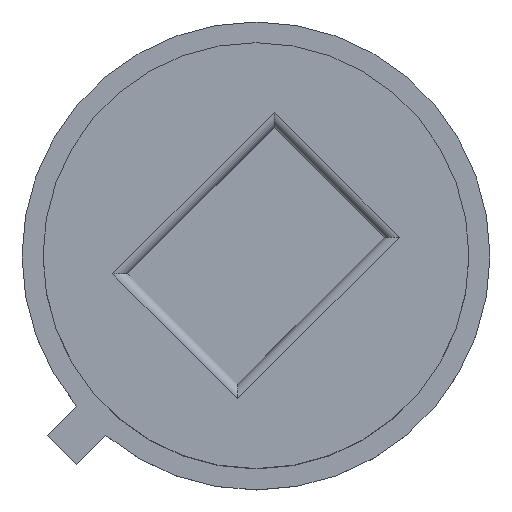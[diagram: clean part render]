
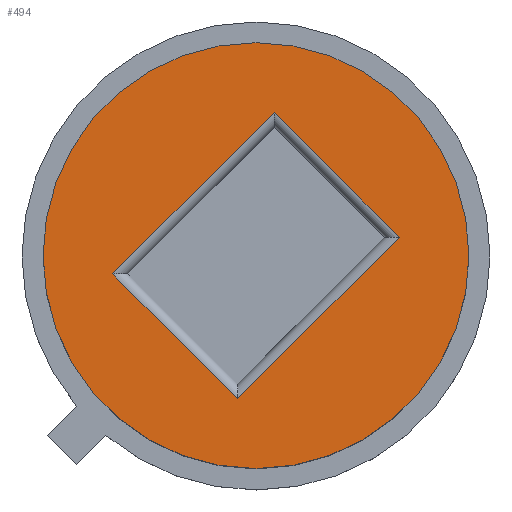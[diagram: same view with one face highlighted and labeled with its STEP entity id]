
A CAD part, top view. The second image highlights one B-rep face of the part: STEP entity #494.
In plain terms, the highlighted planar face has unit normal (0, 0, 1).
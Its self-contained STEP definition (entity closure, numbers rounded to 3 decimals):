
#6 = FACE_BOUND ( 'NONE', #815, .T. ) ;
#19 = ORIENTED_EDGE ( 'NONE', *, *, #245, .T. ) ;
#21 = DIRECTION ( 'NONE',  ( 1., 0., 0. ) ) ;
#33 = ORIENTED_EDGE ( 'NONE', *, *, #896, .T. ) ;
#41 = CIRCLE ( 'NONE', #639, 4.1 ) ;
#64 = VECTOR ( 'NONE', #638, 1000. ) ;
#89 = DIRECTION ( 'NONE',  ( 1., 0., 0. ) ) ;
#105 = DIRECTION ( 'NONE',  ( 0.707, 0.707, 0. ) ) ;
#117 = DIRECTION ( 'NONE',  ( 0., 0., 1. ) ) ;
#127 = CARTESIAN_POINT ( 'NONE',  ( 0.354, 2.758, 4. ) ) ;
#141 = CARTESIAN_POINT ( 'NONE',  ( -0.212, -2.616, 4. ) ) ;
#194 = CIRCLE ( 'NONE', #1010, 4.1 ) ;
#196 = CARTESIAN_POINT ( 'NONE',  ( -4.1, 0., 4. ) ) ;
#216 = VECTOR ( 'NONE', #105, 1000. ) ;
#219 = VERTEX_POINT ( 'NONE', #547 ) ;
#243 = VERTEX_POINT ( 'NONE', #319 ) ;
#245 = EDGE_CURVE ( 'NONE', #866, #243, #1037, .T. ) ;
#249 = AXIS2_PLACEMENT_3D ( 'NONE', #514, #343, #89 ) ;
#251 = LINE ( 'NONE', #348, #216 ) ;
#259 = FACE_OUTER_BOUND ( 'NONE', #613, .T. ) ;
#265 = ORIENTED_EDGE ( 'NONE', *, *, #423, .T. ) ;
#303 = CARTESIAN_POINT ( 'NONE',  ( 2.758, 0.354, 4. ) ) ;
#316 = CARTESIAN_POINT ( 'NONE',  ( 0., 0., 4. ) ) ;
#319 = CARTESIAN_POINT ( 'NONE',  ( -0.354, -2.758, 4. ) ) ;
#333 = ORIENTED_EDGE ( 'NONE', *, *, #510, .T. ) ;
#343 = DIRECTION ( 'NONE',  ( 0., 0., 1. ) ) ;
#348 = CARTESIAN_POINT ( 'NONE',  ( 0.212, 2.616, 4. ) ) ;
#392 = ORIENTED_EDGE ( 'NONE', *, *, #701, .T. ) ;
#423 = EDGE_CURVE ( 'NONE', #889, #697, #41, .T. ) ;
#426 = PLANE ( 'NONE',  #249 ) ;
#427 = CARTESIAN_POINT ( 'NONE',  ( 4.1, 0., 4. ) ) ;
#474 = CARTESIAN_POINT ( 'NONE',  ( 2.616, 0.495, 4. ) ) ;
#494 = ADVANCED_FACE ( 'NONE', ( #6, #259 ), #426, .T. ) ;
#498 = ORIENTED_EDGE ( 'NONE', *, *, #818, .T. ) ;
#510 = EDGE_CURVE ( 'NONE', #219, #727, #251, .T. ) ;
#514 = CARTESIAN_POINT ( 'NONE',  ( 0., 0., 4. ) ) ;
#547 = CARTESIAN_POINT ( 'NONE',  ( -2.758, -0.354, 4. ) ) ;
#557 = DIRECTION ( 'NONE',  ( 0., 0., 1. ) ) ;
#575 = VECTOR ( 'NONE', #741, 1000. ) ;
#591 = VECTOR ( 'NONE', #966, 1000. ) ;
#613 = EDGE_LOOP ( 'NONE', ( #392, #265 ) ) ;
#616 = CARTESIAN_POINT ( 'NONE',  ( 0., 0., 4. ) ) ;
#638 = DIRECTION ( 'NONE',  ( -0.707, -0.707, 0. ) ) ;
#639 = AXIS2_PLACEMENT_3D ( 'NONE', #316, #557, #884 ) ;
#697 = VERTEX_POINT ( 'NONE', #196 ) ;
#701 = EDGE_CURVE ( 'NONE', #697, #889, #194, .T. ) ;
#727 = VERTEX_POINT ( 'NONE', #127 ) ;
#741 = DIRECTION ( 'NONE',  ( -0.707, 0.707, 0. ) ) ;
#815 = EDGE_LOOP ( 'NONE', ( #19, #33, #333, #498 ) ) ;
#818 = EDGE_CURVE ( 'NONE', #727, #866, #1044, .T. ) ;
#831 = CARTESIAN_POINT ( 'NONE',  ( -2.616, -0.495, 4. ) ) ;
#866 = VERTEX_POINT ( 'NONE', #303 ) ;
#884 = DIRECTION ( 'NONE',  ( 1., 0., 0. ) ) ;
#889 = VERTEX_POINT ( 'NONE', #427 ) ;
#896 = EDGE_CURVE ( 'NONE', #243, #219, #1052, .T. ) ;
#966 = DIRECTION ( 'NONE',  ( 0.707, -0.707, 0. ) ) ;
#1010 = AXIS2_PLACEMENT_3D ( 'NONE', #616, #117, #21 ) ;
#1037 = LINE ( 'NONE', #141, #64 ) ;
#1044 = LINE ( 'NONE', #474, #591 ) ;
#1052 = LINE ( 'NONE', #831, #575 ) ;
